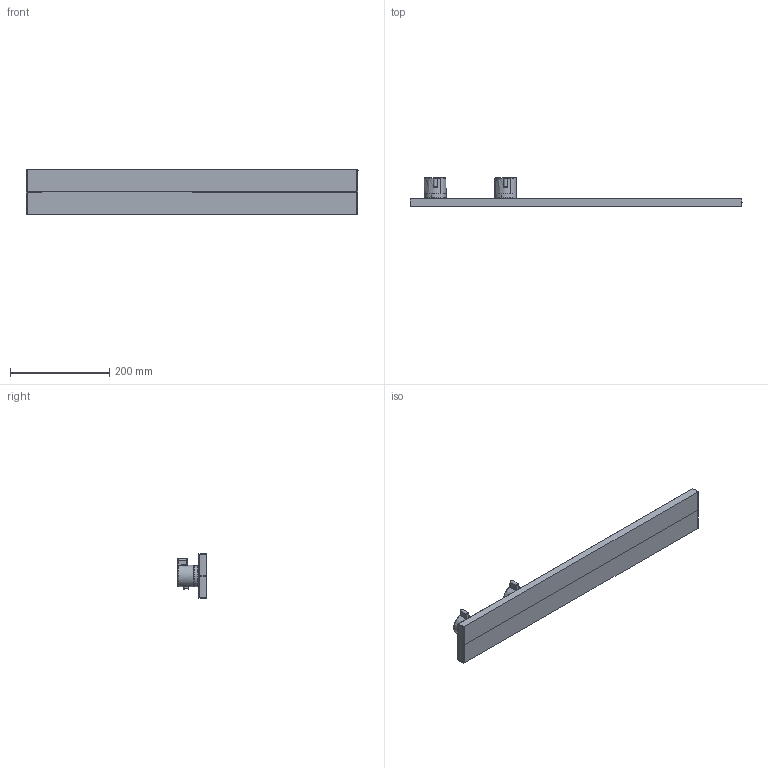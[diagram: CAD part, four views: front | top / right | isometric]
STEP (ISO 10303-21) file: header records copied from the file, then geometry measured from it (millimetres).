
FILE_DESCRIPTION(('CAx-IF Rec.Pracs.---Model Styling and Organization---1.2---2011-12-15','CAx-IF Rec.Pracs.---Geometric and Assembly Validation Properties---4.1---2014-06-16','CAx-IF Rec.Pracs.---PMI Polyline Presentation---2.0---2013-05-24'),'2;1');
FILE_NAME('1000129657_PPR_000.stp','2019-11-12T15:58:00+01:00',(''),(''),'STEP Interface 4.1 by CT CoreTechnologie','3D_Evolution4.1 by CT CoreTechnologie','');
FILE_SCHEMA(('AP203_CONFIGURATION_CONTROLLED_3D_DESIGN_OF_MECHANICAL_PARTS_AND_ASSEMBLIES_MIM_LF'));
Length unit declared in the file: millimetre
Products named in the file (20): P_2 FS_DUPT_Glas_9x71_HE_iBoxI_RD3.0 1000129657_PPR_000_A1; P_2 Rahmen vormontiert_9x71_HE_iBox 1000139700_PPR_000_A0; P_2 Abdeckung_Rahmen_iBoxI 1000111522_PPA_000_A0; P_2 Profil 9x71_FUS_iBoxI 1000113598_PPA_000_A0; P_2 Basismodul_Glas_HE_iBoxI 1000139625_PPR_000_A0; P_2 Glasabdeck_gekl_Thermostgr_227_HE_iB 1000129616_PPR_000_A0; P_2 Glas_Thermostatgriff_227_iBoxI 1000111497_PPA_000_A0; P_2 Klebepad Thermostatgriff_227_iBoxI 1000129611_PPA_000_A0; P_2 Grundbaugruppe_Basism_HE_iBoxI 1000139624_PPR_000_A0; P_2 Sichthuelse_iBoxI 1000111512_PPA_000_A0; P_2 Thermostatgriff_D44_komplett 1000083777_PPR_000_A0; P_2 Griff_D44 1000083783_PPA_000_A0; P_2 Taste UPT                     AX JMM 1000083617_PPA_000_A0; P_2 Gleitring (EB_D41) 1000083792_PPA_000_A0; P_2 Formdichtung_Temperatur_Menge_iBoxI 1000111695_PPA_000_A0; P_2 MS Taste HB iBoxI kpl. chrom 1000111525_PPR_000_A0; P_2 Abdeckung_MS_Taste_70_iBoxI 1000111523_PPA_000_A0; P_2 Glasabdeckung_gekl_Brausenh_RD3.0_IB 1000129600_PPR_000_A0; P_2 Klebepad_Brausehalter_iBoxI 1000129596_PPA_000_A0; Glas_Brausenhalter_85_RD3.0_iBoxI 1000119809_PPA_000_A0
Assembly tree (29 placements, depth 5):
  P_2 FS_DUPT_Glas_9x71_HE_iBoxI_RD3.0 1000129657_PPR_000_A1
    P_2 Rahmen vormontiert_9x71_HE_iBox 1000139700_PPR_000_A0
      P_2 Abdeckung_Rahmen_iBoxI 1000111522_PPA_000_A0  x2
      P_2 Profil 9x71_FUS_iBoxI 1000113598_PPA_000_A0  x2
    P_2 Basismodul_Glas_HE_iBoxI 1000139625_PPR_000_A0
      P_2 Glasabdeck_gekl_Thermostgr_227_HE_iB 1000129616_PPR_000_A0
        P_2 Glas_Thermostatgriff_227_iBoxI 1000111497_PPA_000_A0
        P_2 Klebepad Thermostatgriff_227_iBoxI 1000129611_PPA_000_A0
      P_2 Grundbaugruppe_Basism_HE_iBoxI 1000139624_PPR_000_A0
        P_2 Sichthuelse_iBoxI 1000111512_PPA_000_A0  x2
        P_2 Thermostatgriff_D44_komplett 1000083777_PPR_000_A0  x2
          P_2 Griff_D44 1000083783_PPA_000_A0
          P_2 Taste UPT                     AX JMM 1000083617_PPA_000_A0
        P_2 Gleitring (EB_D41) 1000083792_PPA_000_A0  x2
        P_2 Formdichtung_Temperatur_Menge_iBoxI 1000111695_PPA_000_A0  x2
    P_2 MS Taste HB iBoxI kpl. chrom 1000111525_PPR_000_A0  x5
      P_2 Abdeckung_MS_Taste_70_iBoxI 1000111523_PPA_000_A0
    P_2 Glasabdeckung_gekl_Brausenh_RD3.0_IB 1000129600_PPR_000_A0
      P_2 Klebepad_Brausehalter_iBoxI 1000129596_PPA_000_A0
      Glas_Brausenhalter_85_RD3.0_iBoxI 1000119809_PPA_000_A0
Bounding box: 669.39 x 58.2 x 90 mm (x, y, z)
Volume: 1135582.3 mm3; surface area: 338071.5 mm2
Topology: 23 solids, 23 shells, 356 faces, 838 edges, 524 vertices
Faces by surface type: cylinder 146, bspline 118, plane 92
Entity records: 11782 total; most frequent: CARTESIAN_POINT 3537, DIRECTION 922, ORIENTED_EDGE 856, EDGE_CURVE 428, AXIS2_PLACEMENT_3D 372, REPRESENTATION 306, PROPERTY_DEFINITION 306, PROPERTY_DEFINITION_REPRESENTATION 306
